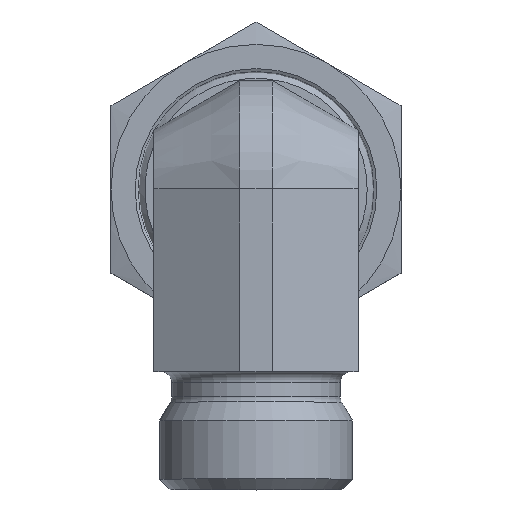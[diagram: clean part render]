
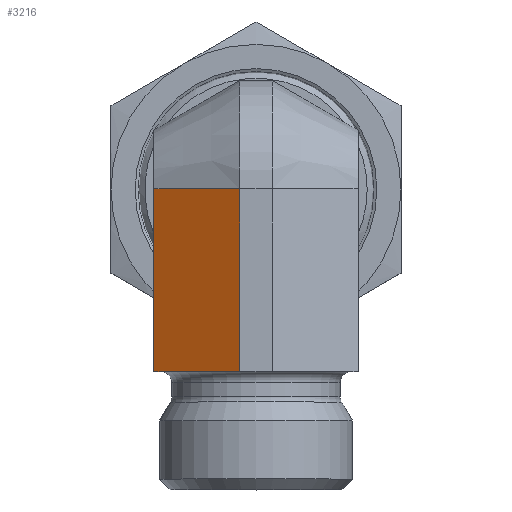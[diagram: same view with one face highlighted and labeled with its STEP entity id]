
A CAD part, top view. The second image highlights one B-rep face of the part: STEP entity #3216.
In plain terms, the highlighted planar face has unit normal (-0.5, 0, 0.866).
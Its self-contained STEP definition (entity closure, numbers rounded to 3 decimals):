
#2132=CARTESIAN_POINT('',(-27.121,-8.852,24.485));
#2133=VERTEX_POINT('',#2132);
#2134=CARTESIAN_POINT('',(-19.121,-8.852,29.104));
#2135=VERTEX_POINT('',#2134);
#2136=CARTESIAN_POINT('',(-27.121,-8.852,24.485));
#2137=DIRECTION('',(0.866,0.0,0.5));
#2138=VECTOR('',#2137,9.238);
#2139=LINE('',#2136,#2138);
#2140=EDGE_CURVE('',#2133,#2135,#2139,.T.);
#2299=CARTESIAN_POINT('',(-27.121,8.148,24.485));
#2300=VERTEX_POINT('',#2299);
#2301=CARTESIAN_POINT('',(-27.121,8.148,24.485));
#2302=DIRECTION('',(0.0,-1.0,0.0));
#2303=VECTOR('',#2302,17.0);
#2304=LINE('',#2301,#2303);
#2305=EDGE_CURVE('',#2300,#2133,#2304,.T.);
#3159=CARTESIAN_POINT('',(-19.121,8.148,29.104));
#3160=VERTEX_POINT('',#3159);
#3190=CARTESIAN_POINT('',(-19.121,8.148,29.104));
#3191=DIRECTION('',(-0.866,0.0,-0.5));
#3192=VECTOR('',#3191,9.238);
#3193=LINE('',#3190,#3192);
#3194=EDGE_CURVE('',#3160,#2300,#3193,.T.);
#3200=CARTESIAN_POINT('',(-27.121,8.148,24.485));
#3201=DIRECTION('',(-0.5,0.0,0.866));
#3202=DIRECTION('',(0.866,0.0,0.5));
#3203=AXIS2_PLACEMENT_3D('',#3200,#3201,#3202);
#3204=PLANE('',#3203);
#3205=ORIENTED_EDGE('',*,*,#2140,.T.);
#3206=CARTESIAN_POINT('',(-19.121,8.148,29.104));
#3207=DIRECTION('',(0.0,-1.0,0.0));
#3208=VECTOR('',#3207,17.0);
#3209=LINE('',#3206,#3208);
#3210=EDGE_CURVE('',#3160,#2135,#3209,.T.);
#3211=ORIENTED_EDGE('',*,*,#3210,.F.);
#3212=ORIENTED_EDGE('',*,*,#3194,.T.);
#3213=ORIENTED_EDGE('',*,*,#2305,.T.);
#3214=EDGE_LOOP('',(#3205,#3211,#3212,#3213));
#3215=FACE_OUTER_BOUND('',#3214,.T.);
#3216=ADVANCED_FACE('',(#3215),#3204,.T.);
